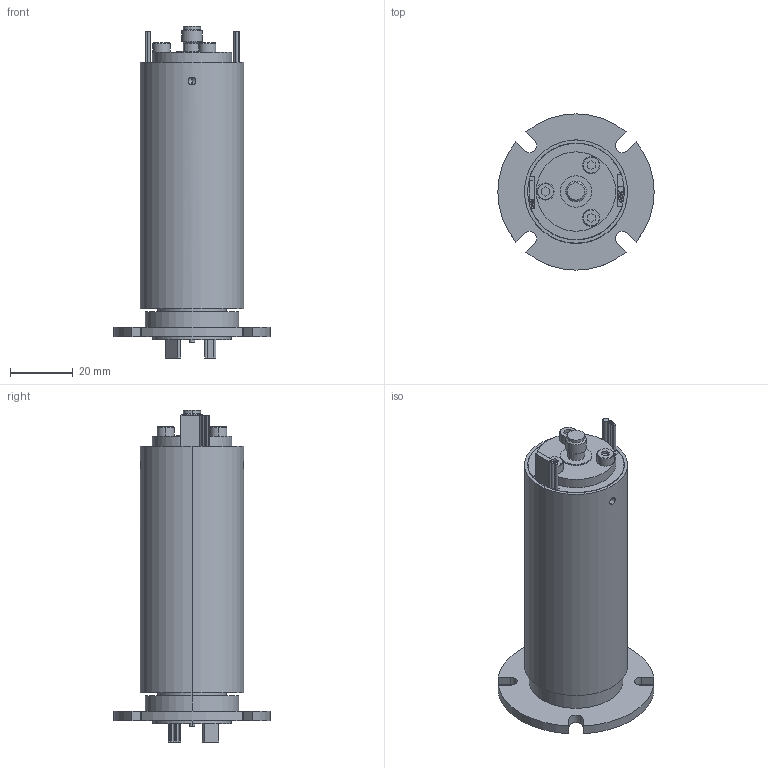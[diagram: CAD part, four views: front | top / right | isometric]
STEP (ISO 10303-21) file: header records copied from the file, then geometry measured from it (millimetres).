
FILE_DESCRIPTION (( 'STEP AP214' ), '1' );
FILE_NAME ('RX00812002--RHF107-P1002-1E-1C.STEP', '2020-08-13T00:59:45', ( 'admin321' ), ( '' ), 'SwSTEP 2.0', 'SolidWorks 2014', '' );
FILE_SCHEMA (( 'AUTOMOTIVE_DESIGN' ));
Length unit declared in the file: millimetre
Products named in the file (1): RX00812002--RHF107-P1002-1E-1C
Bounding box: 50 x 50 x 106.2 mm (x, y, z)
Volume: 78449.8 mm3; surface area: 16885 mm2
Topology: 1 solids, 1 shells, 221 faces, 509 edges, 332 vertices
Faces by surface type: cylinder 116, plane 91, cone 14
Entity records: 6459 total; most frequent: DIRECTION 1187, CARTESIAN_POINT 1141, ORIENTED_EDGE 1010, EDGE_CURVE 505, AXIS2_PLACEMENT_3D 466, VERTEX_POINT 332, EDGE_LOOP 267, LINE 255
